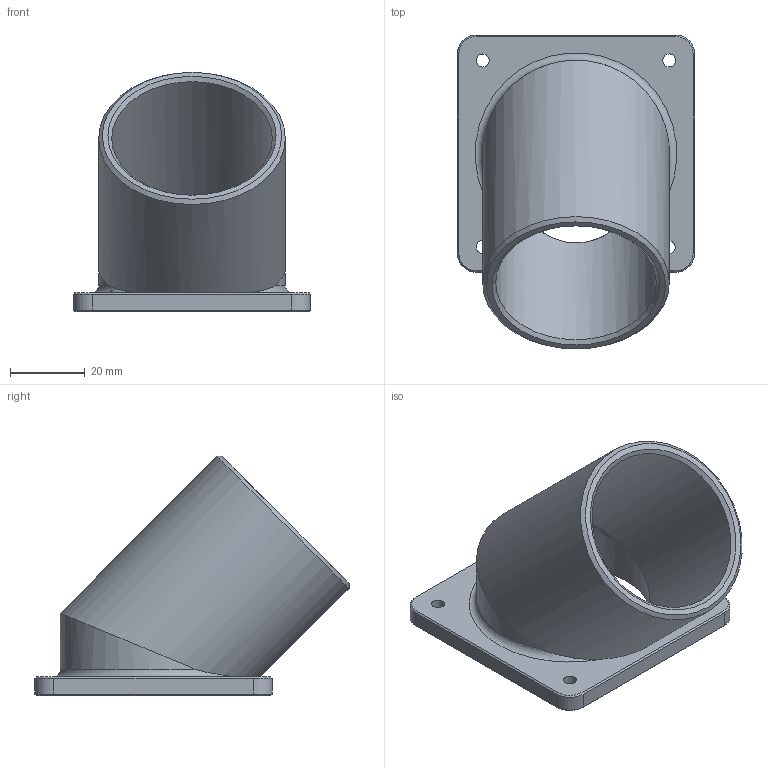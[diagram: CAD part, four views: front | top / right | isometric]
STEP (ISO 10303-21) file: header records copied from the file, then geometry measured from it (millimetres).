
FILE_DESCRIPTION(/* description */ (''),/* implementation_level */ '2;1');
FILE_NAME(/* name */ 'exhaust adapter v1.step',/* time_stamp */ '2023-03-20T21:23:40+07:00',/* author */ (''),/* organization */ (''),/* preprocessor_version */ 'ST-DEVELOPER v19.2',/* originating_system */ 'Autodesk Translation Framework v11.17.0.187',/* authorisation */ '');
FILE_SCHEMA (('AUTOMOTIVE_DESIGN { 1 0 10303 214 3 1 1 }'));
Length unit declared in the file: millimetre
Products named in the file (1): exhaust adapter
Bounding box: 63.5 x 84.08 x 64.04 mm (x, y, z)
Volume: 40923.1 mm3; surface area: 22997.3 mm2
Topology: 1 solids, 1 shells, 43 faces, 101 edges, 60 vertices
Faces by surface type: plane 16, cylinder 12, cone 10, bspline 3, torus 2
Full cylindrical faces by diameter (mm): 3.5 x4, 43 x1, 50 x1
Entity records: 1455 total; most frequent: CARTESIAN_POINT 415, DIRECTION 218, ORIENTED_EDGE 198, EDGE_CURVE 99, AXIS2_PLACEMENT_3D 84, VERTEX_POINT 60, EDGE_LOOP 55, LINE 50
